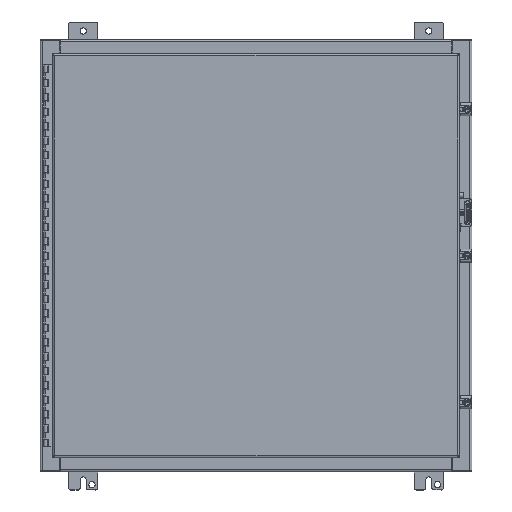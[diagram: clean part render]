
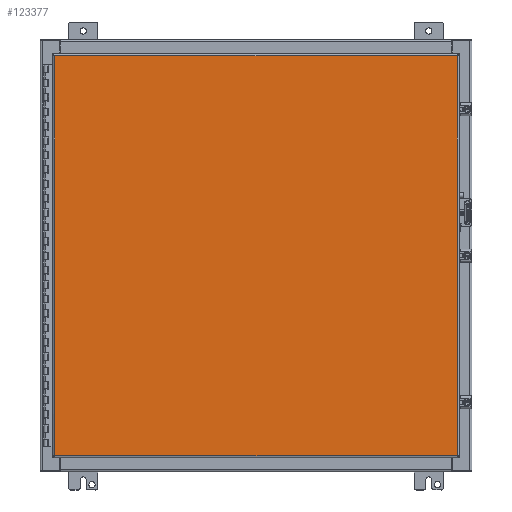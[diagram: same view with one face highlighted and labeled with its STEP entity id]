
A CAD part, top view. The second image highlights one B-rep face of the part: STEP entity #123377.
In plain terms, the highlighted planar face has unit normal (0, 0, -1).
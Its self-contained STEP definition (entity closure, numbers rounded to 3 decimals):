
#5709 = AXIS2_PLACEMENT_3D ( 'NONE', #150672, #203324, #108380 ) ;
#7487 = EDGE_LOOP ( 'NONE', ( #45782, #17982, #152145, #182593 ) ) ;
#8050 = CARTESIAN_POINT ( 'NONE',  ( 14.125, 13.886, 5.073 ) ) ;
#10918 = VECTOR ( 'NONE', #164320, 39.37 ) ;
#15934 = LINE ( 'NONE', #34912, #123493 ) ;
#17982 = ORIENTED_EDGE ( 'NONE', *, *, #201912, .T. ) ;
#21931 = PLANE ( 'NONE',  #5709 ) ;
#26537 = CARTESIAN_POINT ( 'NONE',  ( 13.98, 13.886, 5.073 ) ) ;
#34068 = VERTEX_POINT ( 'NONE', #135420 ) ;
#34912 = CARTESIAN_POINT ( 'NONE',  ( 13.98, -14.031, 5.073 ) ) ;
#41817 = VERTEX_POINT ( 'NONE', #80684 ) ;
#45782 = ORIENTED_EDGE ( 'NONE', *, *, #105213, .T. ) ;
#55915 = EDGE_CURVE ( 'NONE', #178474, #34068, #130467, .T. ) ;
#79115 = DIRECTION ( 'NONE',  ( 0., 1., 0. ) ) ;
#80684 = CARTESIAN_POINT ( 'NONE',  ( -13.98, 13.886, 5.073 ) ) ;
#81962 = DIRECTION ( 'NONE',  ( -1., 0., 0. ) ) ;
#88271 = LINE ( 'NONE', #8050, #10918 ) ;
#96957 = EDGE_CURVE ( 'NONE', #103291, #178474, #15934, .T. ) ;
#103291 = VERTEX_POINT ( 'NONE', #26537 ) ;
#105213 = EDGE_CURVE ( 'NONE', #34068, #41817, #189886, .T. ) ;
#108380 = DIRECTION ( 'NONE',  ( -1., 0., 0. ) ) ;
#123377 = ADVANCED_FACE ( 'NONE', ( #147581 ), #21931, .F. ) ;
#123493 = VECTOR ( 'NONE', #196333, 39.37 ) ;
#129441 = CARTESIAN_POINT ( 'NONE',  ( 14.125, -13.886, 5.073 ) ) ;
#130467 = LINE ( 'NONE', #129441, #131090 ) ;
#131090 = VECTOR ( 'NONE', #81962, 39.37 ) ;
#135420 = CARTESIAN_POINT ( 'NONE',  ( -13.98, -13.886, 5.073 ) ) ;
#147581 = FACE_OUTER_BOUND ( 'NONE', #7487, .T. ) ;
#150672 = CARTESIAN_POINT ( 'NONE',  ( 14.125, -14.031, 5.073 ) ) ;
#152145 = ORIENTED_EDGE ( 'NONE', *, *, #96957, .T. ) ;
#164151 = CARTESIAN_POINT ( 'NONE',  ( 13.98, -13.886, 5.073 ) ) ;
#164320 = DIRECTION ( 'NONE',  ( 1., 0., 0. ) ) ;
#178474 = VERTEX_POINT ( 'NONE', #164151 ) ;
#182593 = ORIENTED_EDGE ( 'NONE', *, *, #55915, .T. ) ;
#189886 = LINE ( 'NONE', #193006, #191236 ) ;
#191236 = VECTOR ( 'NONE', #79115, 39.37 ) ;
#193006 = CARTESIAN_POINT ( 'NONE',  ( -13.98, -14.031, 5.073 ) ) ;
#196333 = DIRECTION ( 'NONE',  ( 0., -1., 0. ) ) ;
#201912 = EDGE_CURVE ( 'NONE', #41817, #103291, #88271, .T. ) ;
#203324 = DIRECTION ( 'NONE',  ( 0., 0., 1. ) ) ;
